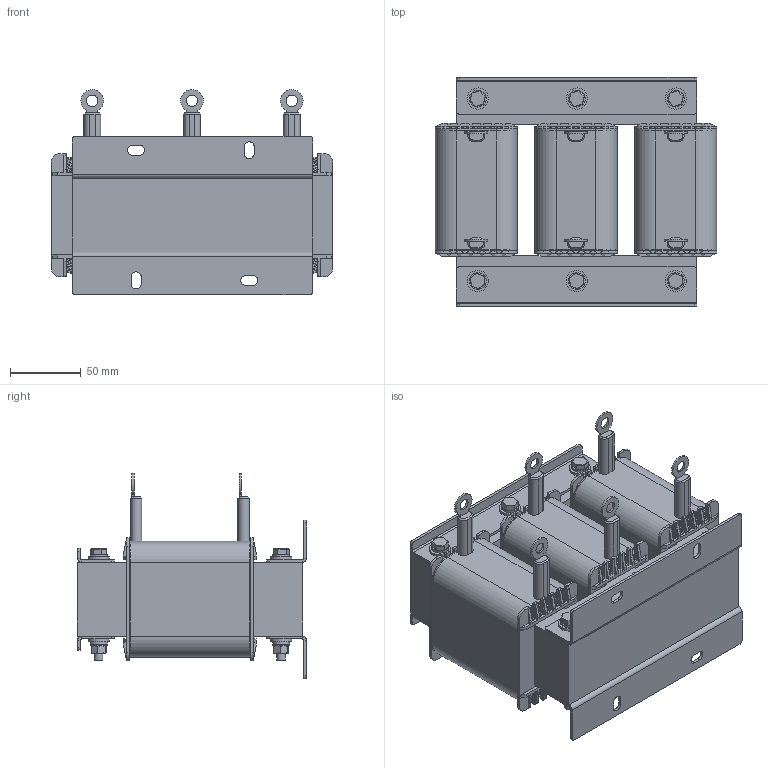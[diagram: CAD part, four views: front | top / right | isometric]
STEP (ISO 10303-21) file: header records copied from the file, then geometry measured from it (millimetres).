
FILE_DESCRIPTION (( 'STEP AP214' ), '1' );
FILE_NAME ('3D ������ ���-090-�.STEP', '2020-12-30T14:08:07', ( '' ), ( '' ), 'SwSTEP 2.0', 'SolidWorks 2015', '' );
FILE_SCHEMA (( 'AUTOMOTIVE_DESIGN' ));
Length unit declared in the file: millimetre
Products named in the file (13): 彨犪猕瓲 悖颻00; 癌ｮｭ鞣･ｩｭ 罐ｫｮ｢ｮｩ_00; 姞忏瑾燺00; ˜ ©¡  ¯àã¦¨­­ ï 6 DIN 127_?ÿcöÿ ô £³ð--ÿ¯ 6 DIN 127; 則爨･遲ｨｪ_00; 3D ������ ���-090-�; ‚¨­â Œ6å75_00; ��⠫�2^3D ������ ���-090-�; 刈粤隱 ｢ 癸ｮ爭_00; ˜ ©¡  6 DIN 125_?ÿcöÿ 6 DIN 125; ƒ ©ª  Œ6 DIN 934_?ÿcòÿ ?6 DIN 934; ˜ ©¡  ¯« áâ¨ª®¢ ï_00; 埀镡_00
Assembly tree (57 placements, depth 3):
  3D ������ ���-090-�
    則爨･遲ｨｪ_00
    刈粤隱 ｢ 癸ｮ爭_00  x3
      姞忏瑾燺00
      埀镡_00
    癌ｮｭ鞣･ｩｭ 罐ｫｮ｢ｮｩ_00  x2
    彨犪猕瓲 悖颻00  x2
    ˜ ©¡  ¯« áâ¨ª®¢ ï_00  x12
    ˜ ©¡  6 DIN 125_?ÿcöÿ 6 DIN 125  x12
    ˜ ©¡  ¯àã¦¨­­ ï 6 DIN 127_?ÿcöÿ ô £³ð--ÿ¯ 6 DIN 127  x6
    ƒ ©ª  Œ6 DIN 934_?ÿcòÿ ?6 DIN 934  x6
    ‚¨­â Œ6å75_00  x8
    ��⠫�2^3D ������ ���-090-�  x2
Bounding box: 199 x 162 x 145 mm (x, y, z)
Volume: 1935887.3 mm3; surface area: 434478.6 mm2
Topology: 152 solids, 152 shells, 2408 faces, 5792 edges, 3546 vertices
Faces by surface type: plane 1082, cylinder 874, torus 348, cone 104
Full cylindrical faces by diameter (mm): 1 x420, 5 x6, 6 x14, 6.4 x12, 6.5 x30, 8 x6, 12 x12, 15 x12
Entity records: 20959 total; most frequent: CARTESIAN_POINT 3315, DIRECTION 2899, ORIENTED_EDGE 2310, EDGE_CURVE 1155, AXIS2_PLACEMENT_3D 1130, EDGE_LOOP 943, FACE_OUTER_BOUND 887, VERTEX_POINT 854
